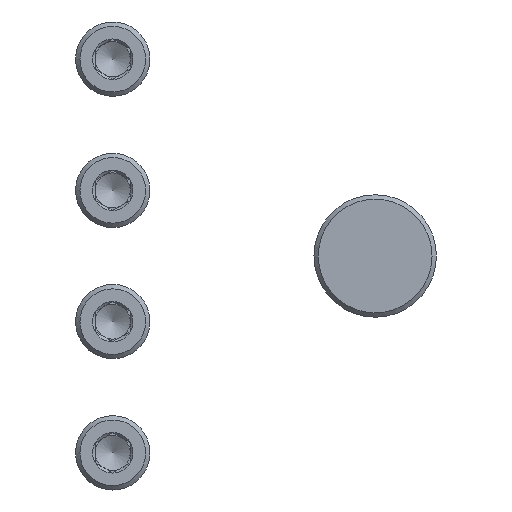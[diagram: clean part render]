
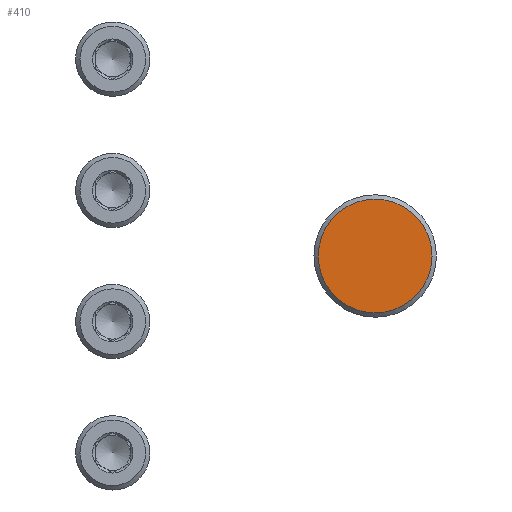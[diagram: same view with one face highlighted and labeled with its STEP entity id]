
A CAD part, front view. The second image highlights one B-rep face of the part: STEP entity #410.
In plain terms, the highlighted planar face has unit normal (0, -1, 0).
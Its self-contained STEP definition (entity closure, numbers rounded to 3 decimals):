
#108=ORIENTED_EDGE('',*,*,#200,.T.);
#200=EDGE_CURVE('',#248,#248,#279,.T.);
#248=VERTEX_POINT('',#683);
#279=CIRCLE('',#472,6.5);
#307=EDGE_LOOP('',(#108));
#351=FACE_BOUND('',#307,.T.);
#390=PLANE('',#473);
#410=ADVANCED_FACE('',(#351),#390,.F.);
#472=AXIS2_PLACEMENT_3D('',#682,#543,#544);
#473=AXIS2_PLACEMENT_3D('',#684,#545,#546);
#543=DIRECTION('',(0.,-1.,0.));
#544=DIRECTION('',(0.,0.,-1.));
#545=DIRECTION('',(0.,1.,0.));
#546=DIRECTION('',(0.,0.,1.));
#682=CARTESIAN_POINT('',(0.,0.,0.));
#683=CARTESIAN_POINT('',(0.,0.,-6.5));
#684=CARTESIAN_POINT('',(6.5,0.,0.));
